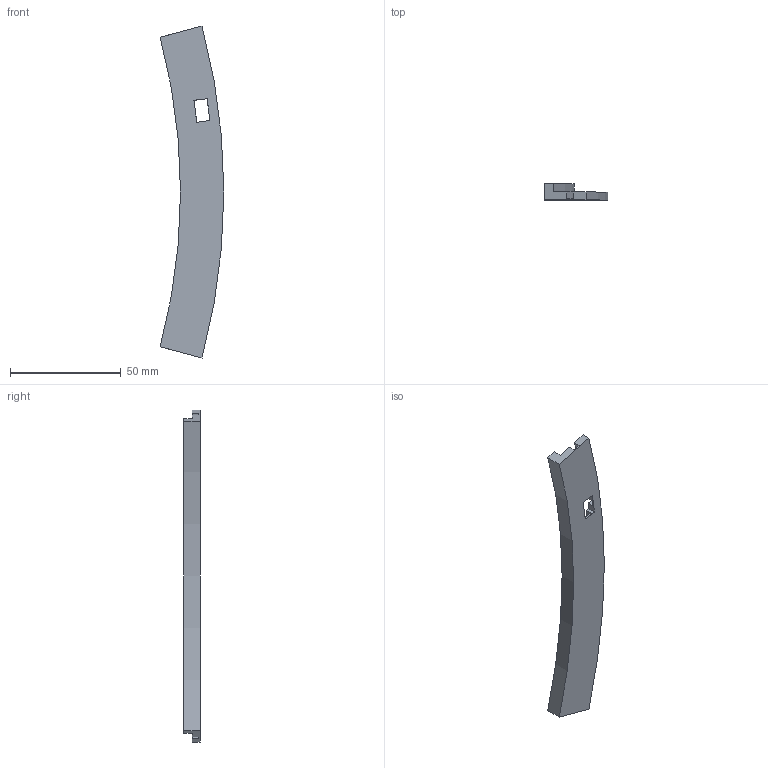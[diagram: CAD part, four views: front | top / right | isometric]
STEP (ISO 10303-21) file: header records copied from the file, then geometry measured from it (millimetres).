
FILE_DESCRIPTION (( 'STEP AP214' ), '1' );
FILE_NAME ('Top_Ring_Smal_Outer.STEP', '2024-08-27T22:12:36', ( '' ), ( '' ), 'SwSTEP 2.0', 'SolidWorks 2024', '' );
FILE_SCHEMA (( 'AUTOMOTIVE_DESIGN' ));
Length unit declared in the file: millimetre
Products named in the file (1): Top_Ring_Smal_Outer
Bounding box: 28.81 x 7.4 x 150.12 mm (x, y, z)
Volume: 11162.5 mm3; surface area: 8875.1 mm2
Topology: 1 solids, 1 shells, 27 faces, 78 edges, 52 vertices
Faces by surface type: plane 20, cylinder 7
Entity records: 913 total; most frequent: CARTESIAN_POINT 158, ORIENTED_EDGE 156, DIRECTION 148, EDGE_CURVE 78, VECTOR 64, LINE 64, VERTEX_POINT 52, AXIS2_PLACEMENT_3D 42
